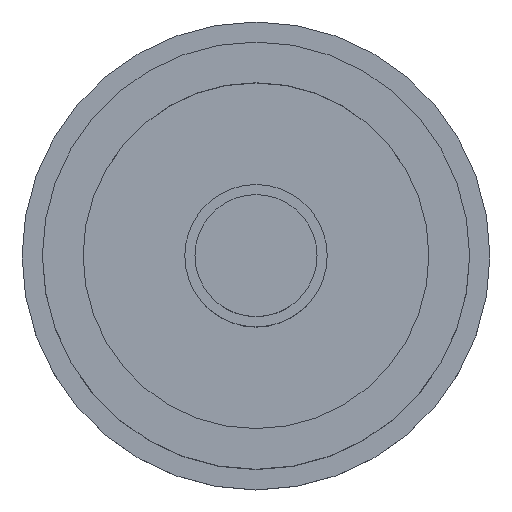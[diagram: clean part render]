
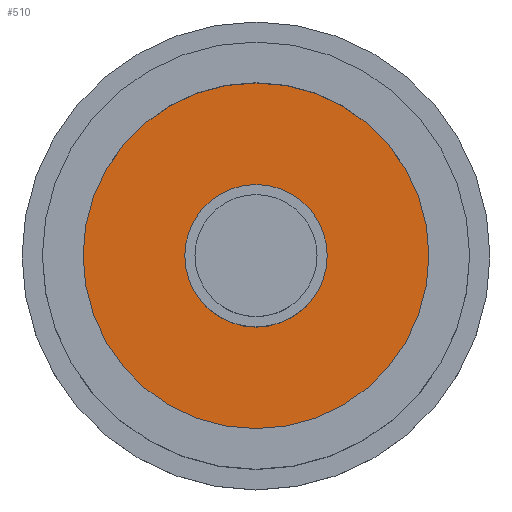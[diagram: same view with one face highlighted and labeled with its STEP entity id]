
A CAD part, top view. The second image highlights one B-rep face of the part: STEP entity #510.
In plain terms, the highlighted planar face has unit normal (0, 0, 1).
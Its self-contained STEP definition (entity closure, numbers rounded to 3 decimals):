
#1 = DIRECTION ( 'NONE',  ( 0., 0., -1. ) ) ;
#4 = CARTESIAN_POINT ( 'NONE',  ( 0., 0., 7. ) ) ;
#15 = EDGE_CURVE ( 'NONE', #115, #141, #370, .T. ) ;
#19 = AXIS2_PLACEMENT_3D ( 'NONE', #217, #366, #30 ) ;
#30 = DIRECTION ( 'NONE',  ( 1., 0., 0. ) ) ;
#36 = DIRECTION ( 'NONE',  ( 0., 0., -1. ) ) ;
#38 = AXIS2_PLACEMENT_3D ( 'NONE', #581, #538, #460 ) ;
#88 = AXIS2_PLACEMENT_3D ( 'NONE', #455, #90, #546 ) ;
#90 = DIRECTION ( 'NONE',  ( 0., 0., 1. ) ) ;
#100 = EDGE_CURVE ( 'NONE', #110, #112, #287, .T. ) ;
#110 = VERTEX_POINT ( 'NONE', #524 ) ;
#112 = VERTEX_POINT ( 'NONE', #286 ) ;
#115 = VERTEX_POINT ( 'NONE', #198 ) ;
#141 = VERTEX_POINT ( 'NONE', #151 ) ;
#151 = CARTESIAN_POINT ( 'NONE',  ( 8.5, 0., 7. ) ) ;
#198 = CARTESIAN_POINT ( 'NONE',  ( -8.5, 0., 7. ) ) ;
#217 = CARTESIAN_POINT ( 'NONE',  ( 0., 0., 7. ) ) ;
#241 = ORIENTED_EDGE ( 'NONE', *, *, #355, .T. ) ;
#286 = CARTESIAN_POINT ( 'NONE',  ( -3.5, 0., 7. ) ) ;
#287 = CIRCLE ( 'NONE', #487, 3.5 ) ;
#326 = FACE_BOUND ( 'NONE', #541, .T. ) ;
#336 = ORIENTED_EDGE ( 'NONE', *, *, #441, .T. ) ;
#355 = EDGE_CURVE ( 'NONE', #112, #110, #566, .T. ) ;
#366 = DIRECTION ( 'NONE',  ( 0., 0., 1. ) ) ;
#370 = CIRCLE ( 'NONE', #38, 8.5 ) ;
#398 = ORIENTED_EDGE ( 'NONE', *, *, #15, .T. ) ;
#414 = DIRECTION ( 'NONE',  ( 1., 0., 0. ) ) ;
#415 = ORIENTED_EDGE ( 'NONE', *, *, #100, .T. ) ;
#441 = EDGE_CURVE ( 'NONE', #141, #115, #456, .T. ) ;
#445 = AXIS2_PLACEMENT_3D ( 'NONE', #447, #36, #414 ) ;
#447 = CARTESIAN_POINT ( 'NONE',  ( 0., 0., 7. ) ) ;
#455 = CARTESIAN_POINT ( 'NONE',  ( 0., 0., 7. ) ) ;
#456 = CIRCLE ( 'NONE', #88, 8.5 ) ;
#460 = DIRECTION ( 'NONE',  ( 1., 0., 0. ) ) ;
#468 = DIRECTION ( 'NONE',  ( 1., 0., 0. ) ) ;
#487 = AXIS2_PLACEMENT_3D ( 'NONE', #4, #1, #468 ) ;
#510 = ADVANCED_FACE ( 'NONE', ( #326, #593 ), #598, .T. ) ;
#524 = CARTESIAN_POINT ( 'NONE',  ( 3.5, 0., 7. ) ) ;
#538 = DIRECTION ( 'NONE',  ( 0., 0., 1. ) ) ;
#541 = EDGE_LOOP ( 'NONE', ( #415, #241 ) ) ;
#543 = EDGE_LOOP ( 'NONE', ( #336, #398 ) ) ;
#546 = DIRECTION ( 'NONE',  ( 1., 0., 0. ) ) ;
#566 = CIRCLE ( 'NONE', #445, 3.5 ) ;
#581 = CARTESIAN_POINT ( 'NONE',  ( 0., 0., 7. ) ) ;
#593 = FACE_OUTER_BOUND ( 'NONE', #543, .T. ) ;
#598 = PLANE ( 'NONE',  #19 ) ;
